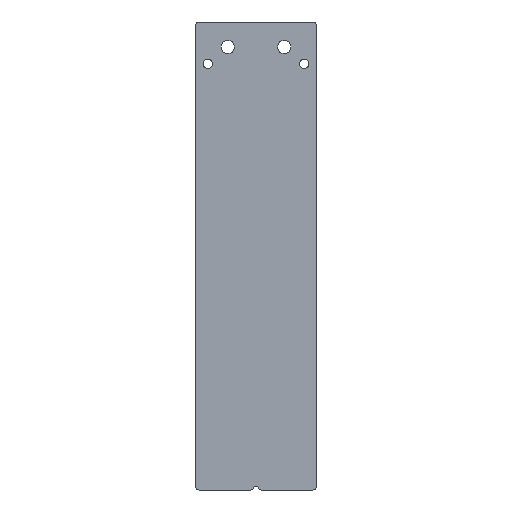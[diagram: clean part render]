
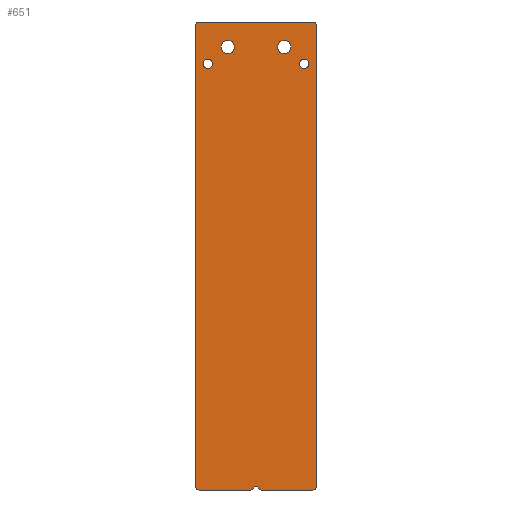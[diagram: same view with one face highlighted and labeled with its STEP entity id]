
A CAD part, front view. The second image highlights one B-rep face of the part: STEP entity #651.
In plain terms, the highlighted planar face has unit normal (0, -1, 0).
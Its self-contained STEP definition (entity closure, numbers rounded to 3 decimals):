
#17=CARTESIAN_POINT('',(-172.193,-2.6,162.24));
#18=DIRECTION('',(0.,1.,0.));
#19=DIRECTION('',(-1.,0.,0.));
#20=AXIS2_PLACEMENT_3D('',#17,#18,#19);
#26=CARTESIAN_POINT('',(-172.193,-2.6,162.24));
#27=DIRECTION('',(0.,1.,0.));
#28=DIRECTION('',(1.,0.,0.));
#29=AXIS2_PLACEMENT_3D('',#26,#27,#28);
#34=CARTESIAN_POINT('',(-145.193,-2.6,162.24));
#35=DIRECTION('',(0.,1.,0.));
#36=DIRECTION('',(-1.,0.,0.));
#37=AXIS2_PLACEMENT_3D('',#34,#35,#36);
#42=CARTESIAN_POINT('',(-145.193,-2.6,162.24));
#43=DIRECTION('',(0.,1.,0.));
#44=DIRECTION('',(1.,0.,0.));
#45=AXIS2_PLACEMENT_3D('',#42,#43,#44);
#50=CARTESIAN_POINT('',(-174.605,-2.6,172.94));
#51=DIRECTION('',(0.,-1.,0.));
#52=DIRECTION('',(0.,0.,1.));
#53=AXIS2_PLACEMENT_3D('',#50,#51,#52);
#58=CARTESIAN_POINT('',(-142.78,-2.6,172.94));
#59=DIRECTION('',(0.,-1.,0.));
#60=DIRECTION('',(1.,0.,0.));
#61=AXIS2_PLACEMENT_3D('',#58,#59,#60);
#66=CARTESIAN_POINT('',(-142.78,-2.6,43.94));
#67=DIRECTION('',(0.,-1.,0.));
#68=DIRECTION('',(0.,0.,-1.));
#69=AXIS2_PLACEMENT_3D('',#66,#67,#68);
#74=DIRECTION('',(1.,0.,0.));
#75=VECTOR('',#74,14.368);
#76=CARTESIAN_POINT('',(-157.148,-2.6,42.94));
#77=LINE('',#76,#75);
#81=CARTESIAN_POINT('',(-157.148,-2.6,43.94));
#82=DIRECTION('',(0.,-1.,0.));
#83=DIRECTION('',(-0.995,0.,-0.1));
#84=AXIS2_PLACEMENT_3D('',#81,#82,#83);
#89=DIRECTION('',(1.,0.,0.));
#90=VECTOR('',#89,1.1);
#91=CARTESIAN_POINT('',(-159.243,-2.6,43.84));
#92=LINE('',#91,#90);
#96=CARTESIAN_POINT('',(-160.237,-2.6,43.94));
#97=DIRECTION('',(0.,-1.,0.));
#98=DIRECTION('',(0.,0.,-1.));
#99=AXIS2_PLACEMENT_3D('',#96,#97,#98);
#104=DIRECTION('',(1.,0.,0.));
#105=VECTOR('',#104,14.368);
#106=CARTESIAN_POINT('',(-174.605,-2.6,42.94));
#107=LINE('',#106,#105);
#111=CARTESIAN_POINT('',(-174.605,-2.6,43.94));
#112=DIRECTION('',(0.,-1.,0.));
#113=DIRECTION('',(-1.,0.,0.));
#114=AXIS2_PLACEMENT_3D('',#111,#112,#113);
#119=CARTESIAN_POINT('',(-166.593,-2.6,166.94));
#120=DIRECTION('',(0.,1.,0.));
#121=DIRECTION('',(-1.,0.,0.));
#122=AXIS2_PLACEMENT_3D('',#119,#120,#121);
#127=CARTESIAN_POINT('',(-166.593,-2.6,166.94));
#128=DIRECTION('',(0.,1.,0.));
#129=DIRECTION('',(1.,0.,0.));
#130=AXIS2_PLACEMENT_3D('',#127,#128,#129);
#135=CARTESIAN_POINT('',(-150.793,-2.6,166.94));
#136=DIRECTION('',(0.,1.,0.));
#137=DIRECTION('',(-1.,0.,0.));
#138=AXIS2_PLACEMENT_3D('',#135,#136,#137);
#143=CARTESIAN_POINT('',(-150.793,-2.6,166.94));
#144=DIRECTION('',(0.,1.,0.));
#145=DIRECTION('',(1.,0.,0.));
#146=AXIS2_PLACEMENT_3D('',#143,#144,#145);
#308=DIRECTION('',(0.,0.,-1.));
#309=VECTOR('',#308,129.);
#310=CARTESIAN_POINT('',(-175.605,-2.6,172.94));
#311=LINE('',#310,#309);
#438=DIRECTION('',(0.,0.,1.));
#439=VECTOR('',#438,129.);
#440=CARTESIAN_POINT('',(-141.78,-2.6,43.94));
#441=LINE('',#440,#439);
#473=DIRECTION('',(-1.,0.,0.));
#474=VECTOR('',#473,31.825);
#475=CARTESIAN_POINT('',(-142.78,-2.6,173.94));
#476=LINE('',#475,#474);
#508=CARTESIAN_POINT('',(-175.605,-2.6,43.94));
#509=CARTESIAN_POINT('',(-174.605,-2.6,42.94));
#510=VERTEX_POINT('',#508);
#511=VERTEX_POINT('',#509);
#512=CARTESIAN_POINT('',(-160.237,-2.6,42.94));
#513=VERTEX_POINT('',#512);
#514=CARTESIAN_POINT('',(-159.243,-2.6,43.84));
#515=VERTEX_POINT('',#514);
#516=CARTESIAN_POINT('',(-158.143,-2.6,43.84));
#517=VERTEX_POINT('',#516);
#518=CARTESIAN_POINT('',(-157.148,-2.6,42.94));
#519=VERTEX_POINT('',#518);
#520=CARTESIAN_POINT('',(-142.78,-2.6,42.94));
#521=VERTEX_POINT('',#520);
#522=CARTESIAN_POINT('',(-141.78,-2.6,43.94));
#523=VERTEX_POINT('',#522);
#524=CARTESIAN_POINT('',(-173.493,-2.6,162.24));
#525=CARTESIAN_POINT('',(-170.893,-2.6,162.24));
#526=VERTEX_POINT('',#524);
#527=VERTEX_POINT('',#525);
#528=CARTESIAN_POINT('',(-146.493,-2.6,162.24));
#529=CARTESIAN_POINT('',(-143.893,-2.6,162.24));
#530=VERTEX_POINT('',#528);
#531=VERTEX_POINT('',#529);
#540=CARTESIAN_POINT('',(-168.443,-2.6,166.94));
#541=CARTESIAN_POINT('',(-164.743,-2.6,166.94));
#542=VERTEX_POINT('',#540);
#543=VERTEX_POINT('',#541);
#544=CARTESIAN_POINT('',(-152.643,-2.6,166.94));
#545=CARTESIAN_POINT('',(-148.943,-2.6,166.94));
#546=VERTEX_POINT('',#544);
#547=VERTEX_POINT('',#545);
#584=CARTESIAN_POINT('',(-174.605,-2.6,173.94));
#585=VERTEX_POINT('',#584);
#586=CARTESIAN_POINT('',(-175.605,-2.6,172.94));
#587=VERTEX_POINT('',#586);
#592=CARTESIAN_POINT('',(-141.78,-2.6,172.94));
#593=VERTEX_POINT('',#592);
#594=CARTESIAN_POINT('',(-142.78,-2.6,173.94));
#595=VERTEX_POINT('',#594);
#596=CARTESIAN_POINT('',(0.,-2.6,0.));
#597=DIRECTION('',(0.,-1.,0.));
#598=DIRECTION('',(0.,0.,-1.));
#599=AXIS2_PLACEMENT_3D('',#596,#597,#598);
#600=PLANE('',#599);
#602=ORIENTED_EDGE('',*,*,#601,.F.);
#604=ORIENTED_EDGE('',*,*,#603,.F.);
#606=ORIENTED_EDGE('',*,*,#605,.F.);
#608=ORIENTED_EDGE('',*,*,#607,.F.);
#610=ORIENTED_EDGE('',*,*,#609,.F.);
#612=ORIENTED_EDGE('',*,*,#611,.F.);
#614=ORIENTED_EDGE('',*,*,#613,.F.);
#616=ORIENTED_EDGE('',*,*,#615,.F.);
#618=ORIENTED_EDGE('',*,*,#617,.F.);
#620=ORIENTED_EDGE('',*,*,#619,.F.);
#622=ORIENTED_EDGE('',*,*,#621,.F.);
#624=ORIENTED_EDGE('',*,*,#623,.F.);
#625=EDGE_LOOP('',(#602,#604,#606,#608,#610,#612,#614,#616,#618,#620,#622,
#624));
#626=FACE_OUTER_BOUND('',#625,.F.);
#628=ORIENTED_EDGE('',*,*,#627,.F.);
#630=ORIENTED_EDGE('',*,*,#629,.F.);
#631=EDGE_LOOP('',(#628,#630));
#632=FACE_BOUND('',#631,.F.);
#634=ORIENTED_EDGE('',*,*,#633,.F.);
#636=ORIENTED_EDGE('',*,*,#635,.F.);
#637=EDGE_LOOP('',(#634,#636));
#638=FACE_BOUND('',#637,.F.);
#640=ORIENTED_EDGE('',*,*,#639,.F.);
#642=ORIENTED_EDGE('',*,*,#641,.F.);
#643=EDGE_LOOP('',(#640,#642));
#644=FACE_BOUND('',#643,.F.);
#646=ORIENTED_EDGE('',*,*,#645,.F.);
#648=ORIENTED_EDGE('',*,*,#647,.F.);
#649=EDGE_LOOP('',(#646,#648));
#650=FACE_BOUND('',#649,.F.);
#651=ADVANCED_FACE('',(#626,#632,#638,#644,#650),#600,.T.);
#21=CIRCLE('',#20,1.3);
#30=CIRCLE('',#29,1.3);
#38=CIRCLE('',#37,1.3);
#46=CIRCLE('',#45,1.3);
#54=CIRCLE('',#53,1.);
#62=CIRCLE('',#61,1.);
#70=CIRCLE('',#69,1.);
#85=CIRCLE('',#84,1.);
#100=CIRCLE('',#99,1.);
#115=CIRCLE('',#114,1.);
#123=CIRCLE('',#122,1.85);
#131=CIRCLE('',#130,1.85);
#139=CIRCLE('',#138,1.85);
#147=CIRCLE('',#146,1.85);
#601=EDGE_CURVE('',#585,#587,#54,.T.);
#603=EDGE_CURVE('',#595,#585,#476,.T.);
#605=EDGE_CURVE('',#593,#595,#62,.T.);
#607=EDGE_CURVE('',#523,#593,#441,.T.);
#609=EDGE_CURVE('',#521,#523,#70,.T.);
#611=EDGE_CURVE('',#519,#521,#77,.T.);
#613=EDGE_CURVE('',#517,#519,#85,.T.);
#615=EDGE_CURVE('',#515,#517,#92,.T.);
#617=EDGE_CURVE('',#513,#515,#100,.T.);
#619=EDGE_CURVE('',#511,#513,#107,.T.);
#621=EDGE_CURVE('',#510,#511,#115,.T.);
#623=EDGE_CURVE('',#587,#510,#311,.T.);
#627=EDGE_CURVE('',#530,#531,#38,.T.);
#629=EDGE_CURVE('',#531,#530,#46,.T.);
#633=EDGE_CURVE('',#526,#527,#21,.T.);
#635=EDGE_CURVE('',#527,#526,#30,.T.);
#639=EDGE_CURVE('',#542,#543,#123,.T.);
#641=EDGE_CURVE('',#543,#542,#131,.T.);
#645=EDGE_CURVE('',#546,#547,#139,.T.);
#647=EDGE_CURVE('',#547,#546,#147,.T.);
